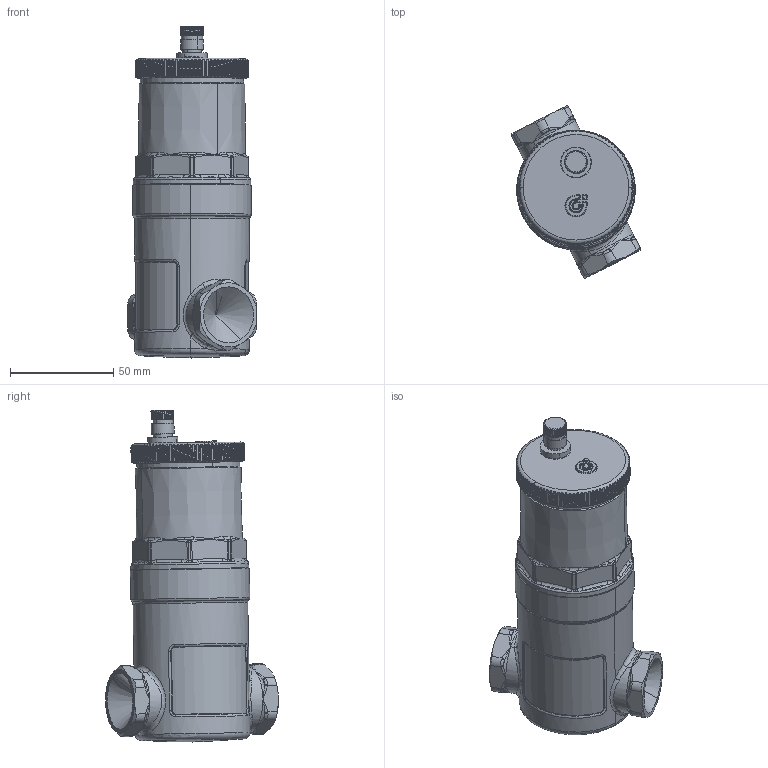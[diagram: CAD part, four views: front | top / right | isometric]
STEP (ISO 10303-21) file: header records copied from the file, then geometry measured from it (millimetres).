
FILE_DESCRIPTION(('CATIA V5 STEP Exchange'),'2;1');
FILE_NAME('STEP_551003_-_TST.stp','2017-12-22T10:00:08+00:00',('none'),('none'),'CATIA Version 5-6 Release 2016 SP4','CATIA V5 STEP AP203','none');
FILE_SCHEMA(('CONFIG_CONTROL_DESIGN'));
Length unit declared in the file: millimetre
Products named in the file (1): 551003 - TST
Bounding box: 62.81 x 83.54 x 160.41 mm (x, y, z)
Volume: 343582 mm3; surface area: 37838.5 mm2
Topology: 1 solids, 4 shells, 1203 faces, 3224 edges, 1992 vertices
Faces by surface type: cylinder 521, plane 303, bspline 209, cone 79, torus 70, sphere 17, revolution 4
Entity records: 48790 total; most frequent: CARTESIAN_POINT 24063, ORIENTED_EDGE 6348, EDGE_CURVE 3174, DIRECTION 3065, VERTEX_POINT 1992, B_SPLINE_CURVE_WITH_KNOTS 1637, AXIS2_PLACEMENT_3D 1356, EDGE_LOOP 1218
